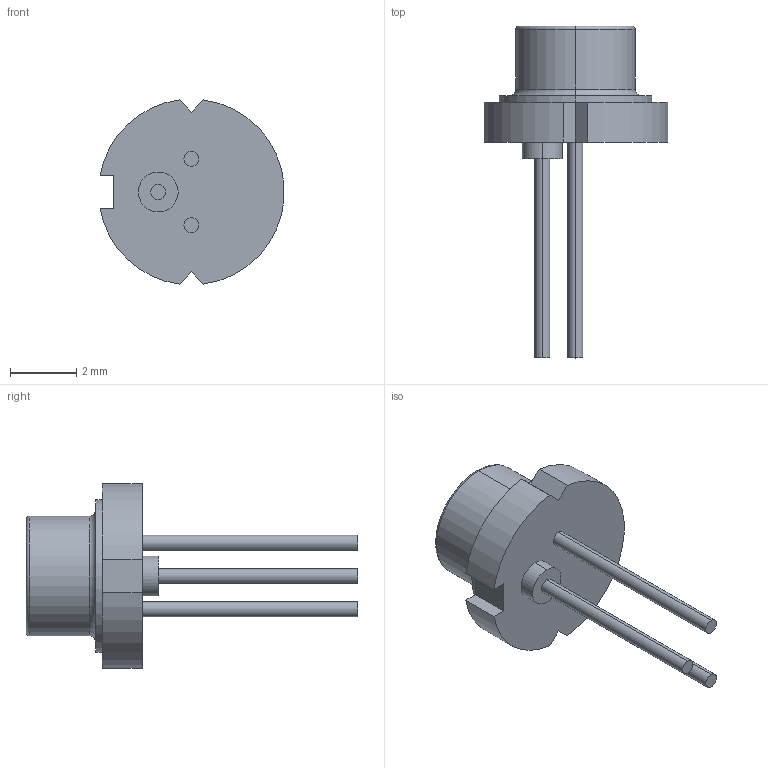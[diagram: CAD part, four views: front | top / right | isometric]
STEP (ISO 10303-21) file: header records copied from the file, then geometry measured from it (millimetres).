
FILE_DESCRIPTION (( 'STEP AP214' ), '1' );
FILE_NAME ('RLD78MZM7-00A.STEP', '2022-08-08T13:59:58', ( '' ), ( '' ), 'SwSTEP 2.0', 'SolidWorks 2021', '' );
FILE_SCHEMA (( 'AUTOMOTIVE_DESIGN' ));
Length unit declared in the file: millimetre
Products named in the file (1): RLD78MZM7-00A
Bounding box: 5.54 x 10 x 5.55 mm (x, y, z)
Volume: 38.1 mm3; surface area: 176.6 mm2
Topology: 3 solids, 3 shells, 48 faces, 104 edges, 66 vertices
Faces by surface type: plane 19, cylinder 19, sphere 4, torus 4, cone 2
Entity records: 1503 total; most frequent: DIRECTION 252, CARTESIAN_POINT 211, ORIENTED_EDGE 196, AXIS2_PLACEMENT_3D 105, EDGE_CURVE 98, VERTEX_POINT 64, EDGE_LOOP 56, CIRCLE 56
